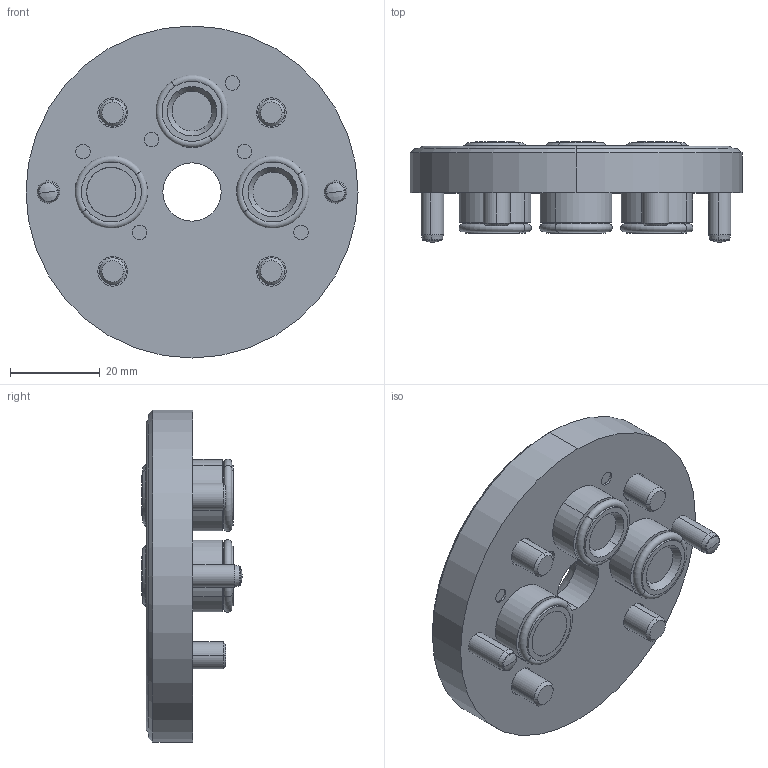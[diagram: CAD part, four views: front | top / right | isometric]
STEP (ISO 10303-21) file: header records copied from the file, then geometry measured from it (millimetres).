
FILE_DESCRIPTION (( 'STEP AP214' ), '1' );
FILE_NAME ('703 012_033-019 3-fach Kupplung m. MD u. Ausblasung palettenseitig.STEP', '2014-01-09T15:53:15', ( '' ), ( '' ), 'SwSTEP 2.0', 'SolidWorks 2013', '' );
FILE_SCHEMA (( 'AUTOMOTIVE_DESIGN' ));
Length unit declared in the file: millimetre
Products named in the file (1): 703 012_033-019 3-fach Kupplung m. MD u. Ausblasung palettenseitig
Bounding box: 74 x 22.35 x 74 mm (x, y, z)
Volume: 47925.6 mm3; surface area: 14021.3 mm2
Topology: 1 solids, 1 shells, 339 faces, 790 edges, 512 vertices
Faces by surface type: cylinder 132, plane 131, torus 42, cone 30, sphere 4
Entity records: 13329 total; most frequent: DIRECTION 1882, CARTESIAN_POINT 1642, ORIENTED_EDGE 1580, EDGE_CURVE 790, AXIS2_PLACEMENT_3D 752, VERTEX_POINT 512, CIRCLE 412, EDGE_LOOP 400
